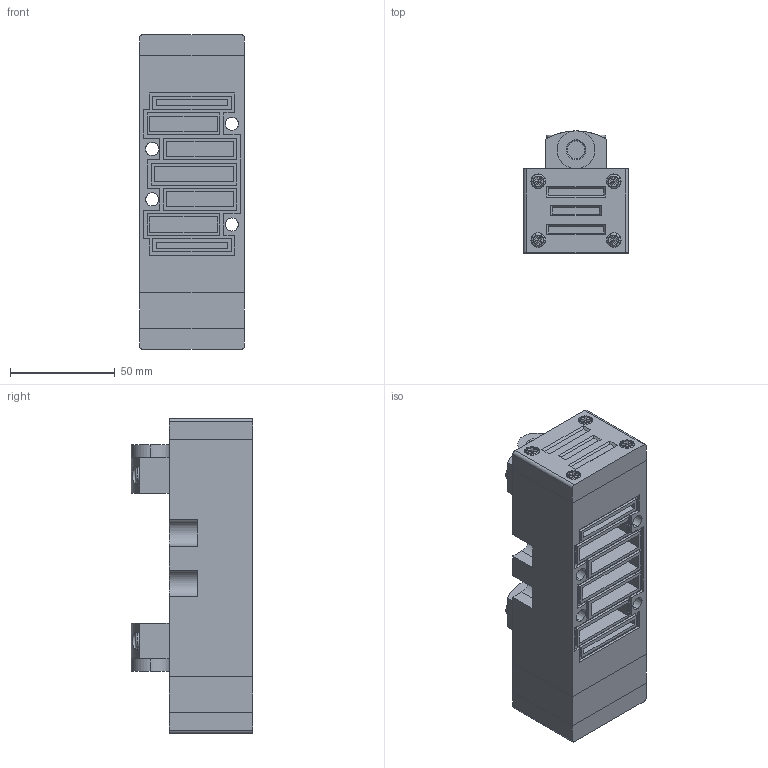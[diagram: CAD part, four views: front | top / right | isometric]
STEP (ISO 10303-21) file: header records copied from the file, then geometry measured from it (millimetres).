
FILE_DESCRIPTION (( 'STEP AP214' ), '1' );
FILE_NAME ('SIP533.STEP', '2019-09-05T07:59:47', ( 'yrd2' ), ( 'Hewlett-Packard Company' ), 'SwSTEP 2.0', 'SolidWorks 2008', '' );
FILE_SCHEMA (( 'AUTOMOTIVE_DESIGN' ));
Length unit declared in the file: millimetre
Products named in the file (5): SIP500 BODY_ル遽; SIP500 SEMI_ル遽; SIP500 Pilot_ル遽; SIP500 BLOCK GUIDE_ル遽; SIP533
Assembly tree (6 placements, depth 2):
  SIP533
    SIP500 SEMI_ル遽  x2
    SIP500 Pilot_ル遽  x2
    SIP500 BLOCK GUIDE_ル遽
    SIP500 BODY_ル遽
Bounding box: 50 x 58.1 x 150 mm (x, y, z)
Volume: 281620 mm3; surface area: 65795 mm2
Topology: 6 solids, 6 shells, 555 faces, 1384 edges, 912 vertices
Faces by surface type: plane 409, cylinder 94, cone 28, torus 24
Entity records: 11177 total; most frequent: CARTESIAN_POINT 2154, ORIENTED_EDGE 1816, DIRECTION 1815, EDGE_CURVE 908, LINE 649, VECTOR 649, VERTEX_POINT 600, AXIS2_PLACEMENT_3D 583
